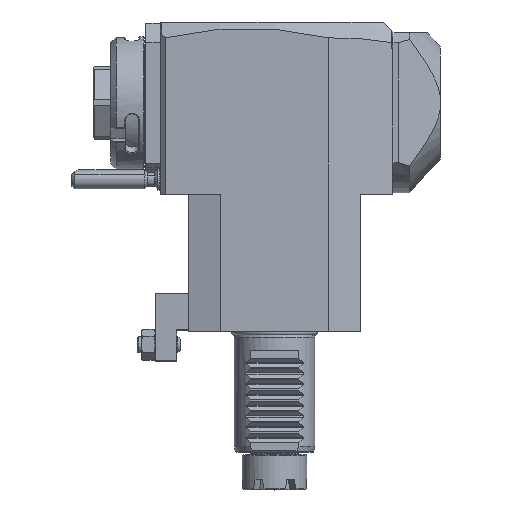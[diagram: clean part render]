
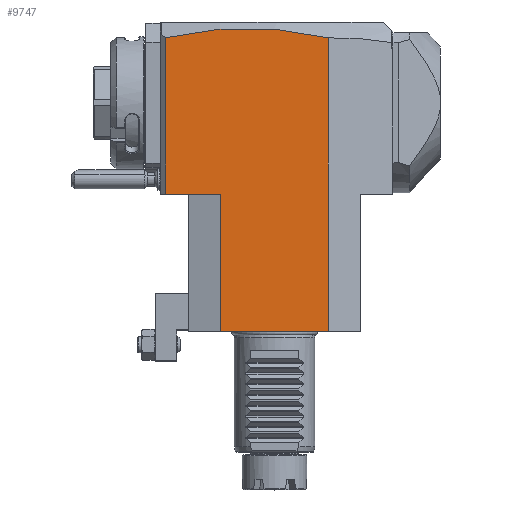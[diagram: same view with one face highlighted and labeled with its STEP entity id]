
A CAD part, top view. The second image highlights one B-rep face of the part: STEP entity #9747.
In plain terms, the highlighted planar face has unit normal (0, 0, 1).
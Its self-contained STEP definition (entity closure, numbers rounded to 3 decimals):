
#17=DIRECTION('',(-1.,0.,0.));
#18=VECTOR('',#17,40.);
#19=CARTESIAN_POINT('',(20.,0.,32.));
#20=LINE('',#19,#18);
#979=DIRECTION('',(0.,1.,0.));
#980=VECTOR('',#979,109.092);
#981=CARTESIAN_POINT('',(20.,0.,32.));
#982=LINE('',#981,#980);
#1005=DIRECTION('',(-1.,0.,0.));
#1006=VECTOR('',#1005,20.5);
#1007=CARTESIAN_POINT('',(-20.,51.,32.));
#1008=LINE('',#1007,#1006);
#1009=CARTESIAN_POINT('',(-40.5,109.133,32.));
#1010=CARTESIAN_POINT('',(-35.458,110.345,32.));
#1011=CARTESIAN_POINT('',(-25.373,112.145,32.));
#1012=CARTESIAN_POINT('',(-10.247,113.032,32.));
#1013=CARTESIAN_POINT('',(4.877,112.124,32.));
#1014=CARTESIAN_POINT('',(14.959,110.311,32.));
#1015=CARTESIAN_POINT('',(20.,109.092,32.));
#1029=DIRECTION('',(0.,-1.,0.));
#1030=VECTOR('',#1029,58.133);
#1031=CARTESIAN_POINT('',(-40.5,109.133,32.));
#1032=LINE('',#1031,#1030);
#1042=DIRECTION('',(0.,-1.,0.));
#1043=VECTOR('',#1042,51.);
#1044=CARTESIAN_POINT('',(-20.,51.,32.));
#1045=LINE('',#1044,#1043);
#8345=VERTEX_POINT('',#1009);
#8346=VERTEX_POINT('',#1015);
#8709=CARTESIAN_POINT('',(-40.5,51.,32.));
#8711=VERTEX_POINT('',#8709);
#8729=CARTESIAN_POINT('',(20.,0.,32.));
#8730=VERTEX_POINT('',#8729);
#8731=CARTESIAN_POINT('',(-20.,0.,32.));
#8732=VERTEX_POINT('',#8731);
#8973=CARTESIAN_POINT('',(-20.,51.,32.));
#8974=VERTEX_POINT('',#8973);
#9731=CARTESIAN_POINT('',(-35.103,51.,32.));
#9732=DIRECTION('',(0.,0.,1.));
#9733=DIRECTION('',(1.,0.,0.));
#9734=AXIS2_PLACEMENT_3D('',#9731,#9732,#9733);
#9735=PLANE('',#9734);
#9737=ORIENTED_EDGE('',*,*,#9736,.T.);
#9739=ORIENTED_EDGE('',*,*,#9738,.F.);
#9740=ORIENTED_EDGE('',*,*,#9202,.T.);
#9741=ORIENTED_EDGE('',*,*,#9719,.F.);
#9742=ORIENTED_EDGE('',*,*,#8988,.T.);
#9744=ORIENTED_EDGE('',*,*,#9743,.F.);
#9745=EDGE_LOOP('',(#9737,#9739,#9740,#9741,#9742,#9744));
#9746=FACE_OUTER_BOUND('',#9745,.F.);
#1016=B_SPLINE_CURVE_WITH_KNOTS('',3,(#1009,#1010,#1011,#1012,#1013,#1014,
#1015),.UNSPECIFIED.,.F.,.F.,(4,1,1,1,4),(0.,0.25,0.5,0.75,1.),
.UNSPECIFIED.);
#8988=EDGE_CURVE('',#8730,#8732,#20,.T.);
#9202=EDGE_CURVE('',#8345,#8346,#1016,.T.);
#9719=EDGE_CURVE('',#8730,#8346,#982,.T.);
#9736=EDGE_CURVE('',#8974,#8711,#1008,.T.);
#9738=EDGE_CURVE('',#8345,#8711,#1032,.T.);
#9743=EDGE_CURVE('',#8974,#8732,#1045,.T.);
#9747=ADVANCED_FACE('',(#9746),#9735,.T.);
